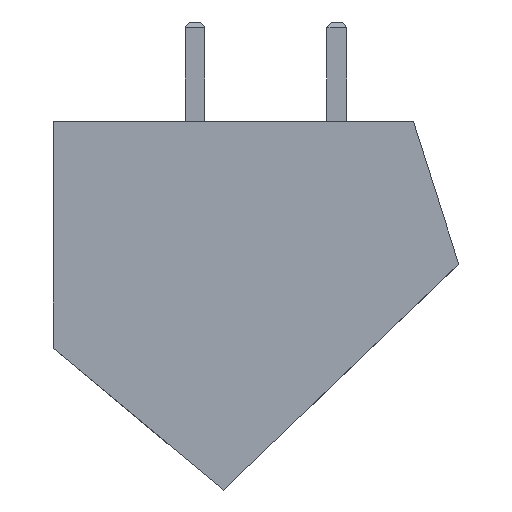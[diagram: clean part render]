
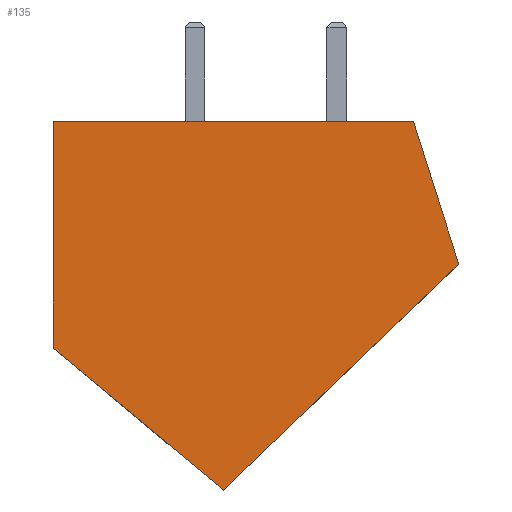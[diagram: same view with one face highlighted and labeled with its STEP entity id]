
A CAD part, left-side view. The second image highlights one B-rep face of the part: STEP entity #135.
In plain terms, the highlighted planar face has unit normal (-1, 0, 0).
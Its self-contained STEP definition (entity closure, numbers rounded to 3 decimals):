
#119 = VERTEX_POINT ( 'NONE', #880 ) ;
#135 = ADVANCED_FACE ( 'NONE', ( #1726 ), #1031, .T. ) ;
#149 = EDGE_CURVE ( 'NONE', #119, #477, #193, .T. ) ;
#172 = ORIENTED_EDGE ( 'NONE', *, *, #209, .F. ) ;
#180 = VECTOR ( 'NONE', #1142, 1000. ) ;
#193 = LINE ( 'NONE', #1445, #1216 ) ;
#209 = EDGE_CURVE ( 'NONE', #1050, #449, #222, .T. ) ;
#222 = LINE ( 'NONE', #762, #496 ) ;
#235 = CARTESIAN_POINT ( 'NONE',  ( -2.5, 5.04, -7.95 ) ) ;
#258 = LINE ( 'NONE', #945, #1666 ) ;
#309 = DIRECTION ( 'NONE',  ( 0., 0.692, 0.722 ) ) ;
#323 = CARTESIAN_POINT ( 'NONE',  ( -2.5, 0., 6.35 ) ) ;
#330 = DIRECTION ( 'NONE',  ( -1., 0., 0. ) ) ;
#449 = VERTEX_POINT ( 'NONE', #235 ) ;
#463 = LINE ( 'NONE', #323, #180 ) ;
#468 = DIRECTION ( 'NONE',  ( 0., 0., 1. ) ) ;
#477 = VERTEX_POINT ( 'NONE', #783 ) ;
#481 = CARTESIAN_POINT ( 'NONE',  ( -2.5, 0., 0. ) ) ;
#496 = VECTOR ( 'NONE', #639, 1000. ) ;
#544 = ORIENTED_EDGE ( 'NONE', *, *, #1582, .F. ) ;
#585 = CARTESIAN_POINT ( 'NONE',  ( -2.5, 0., 6.35 ) ) ;
#639 = DIRECTION ( 'NONE',  ( 0., 0.953, -0.303 ) ) ;
#667 = EDGE_CURVE ( 'NONE', #949, #1050, #463, .T. ) ;
#762 = CARTESIAN_POINT ( 'NONE',  ( -2.5, 5.04, -7.95 ) ) ;
#783 = CARTESIAN_POINT ( 'NONE',  ( -2.5, 8., 6.35 ) ) ;
#880 = CARTESIAN_POINT ( 'NONE',  ( -2.5, 13., 0.35 ) ) ;
#911 = LINE ( 'NONE', #1536, #1061 ) ;
#945 = CARTESIAN_POINT ( 'NONE',  ( -2.5, 0., 6.35 ) ) ;
#949 = VERTEX_POINT ( 'NONE', #585 ) ;
#1021 = EDGE_CURVE ( 'NONE', #477, #949, #258, .T. ) ;
#1031 = PLANE ( 'NONE',  #1631 ) ;
#1050 = VERTEX_POINT ( 'NONE', #1328 ) ;
#1061 = VECTOR ( 'NONE', #309, 1000. ) ;
#1142 = DIRECTION ( 'NONE',  ( 0., 0., -1. ) ) ;
#1146 = ORIENTED_EDGE ( 'NONE', *, *, #149, .F. ) ;
#1205 = DIRECTION ( 'NONE',  ( 0., -1., 0. ) ) ;
#1209 = EDGE_LOOP ( 'NONE', ( #1371, #1146, #544, #172, #1653 ) ) ;
#1216 = VECTOR ( 'NONE', #1732, 1000. ) ;
#1328 = CARTESIAN_POINT ( 'NONE',  ( -2.5, 0., -6.35 ) ) ;
#1371 = ORIENTED_EDGE ( 'NONE', *, *, #1021, .F. ) ;
#1445 = CARTESIAN_POINT ( 'NONE',  ( -2.5, 8., 6.35 ) ) ;
#1536 = CARTESIAN_POINT ( 'NONE',  ( -2.5, 13., 0.35 ) ) ;
#1582 = EDGE_CURVE ( 'NONE', #449, #119, #911, .T. ) ;
#1631 = AXIS2_PLACEMENT_3D ( 'NONE', #481, #330, #468 ) ;
#1653 = ORIENTED_EDGE ( 'NONE', *, *, #667, .F. ) ;
#1666 = VECTOR ( 'NONE', #1205, 1000. ) ;
#1726 = FACE_OUTER_BOUND ( 'NONE', #1209, .T. ) ;
#1732 = DIRECTION ( 'NONE',  ( 0., -0.64, 0.768 ) ) ;
